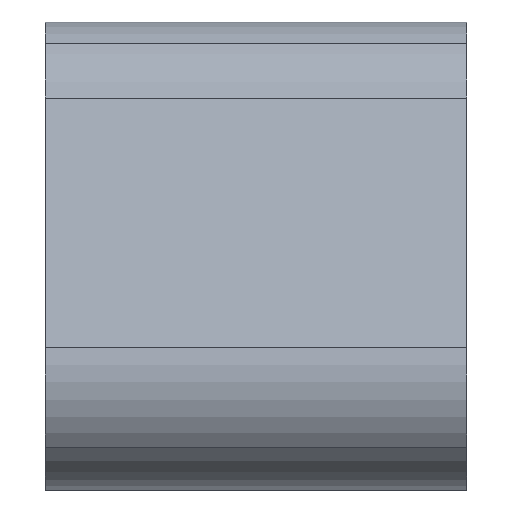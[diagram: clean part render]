
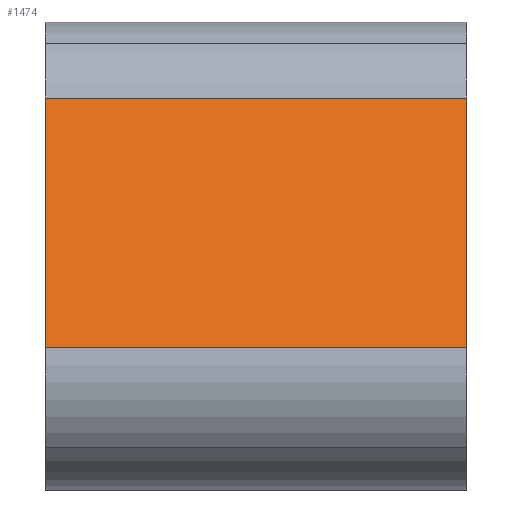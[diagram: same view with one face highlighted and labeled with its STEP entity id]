
A CAD part, left-side view. The second image highlights one B-rep face of the part: STEP entity #1474.
In plain terms, the highlighted planar face has unit normal (-0.953, 0, 0.304).
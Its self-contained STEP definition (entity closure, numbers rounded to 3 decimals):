
#206=CARTESIAN_POINT('',(-0.978,0.675,1.254));
#207=VERTEX_POINT('',#206);
#215=CARTESIAN_POINT('',(-0.978,-0.675,1.254));
#216=VERTEX_POINT('',#215);
#217=CARTESIAN_POINT('',(-0.978,0.675,1.254));
#218=DIRECTION('',(0.0,-1.0,0.0));
#219=VECTOR('',#218,1.35);
#220=LINE('',#217,#219);
#221=EDGE_CURVE('',#207,#216,#220,.T.);
#1067=CARTESIAN_POINT('',(-1.233,0.675,0.456));
#1068=VERTEX_POINT('',#1067);
#1076=CARTESIAN_POINT('',(-1.233,0.675,0.456));
#1077=DIRECTION('',(0.304,0.,0.953));
#1078=VECTOR('',#1077,0.838);
#1079=LINE('',#1076,#1078);
#1080=EDGE_CURVE('',#1068,#207,#1079,.T.);
#1430=CARTESIAN_POINT('',(-1.233,-0.675,0.456));
#1431=VERTEX_POINT('',#1430);
#1432=CARTESIAN_POINT('',(-1.233,-0.675,0.456));
#1433=DIRECTION('',(0.304,0.,0.953));
#1434=VECTOR('',#1433,0.838);
#1435=LINE('',#1432,#1434);
#1436=EDGE_CURVE('',#1431,#216,#1435,.T.);
#1458=CARTESIAN_POINT('',(-1.233,0.675,0.456));
#1459=DIRECTION('',(-0.953,0.,0.304));
#1460=DIRECTION('',(0.0,-1.0,0.0));
#1461=AXIS2_PLACEMENT_3D('',#1458,#1459,#1460);
#1462=PLANE('',#1461);
#1463=ORIENTED_EDGE('',*,*,#1436,.T.);
#1464=ORIENTED_EDGE('',*,*,#221,.F.);
#1465=ORIENTED_EDGE('',*,*,#1080,.F.);
#1466=CARTESIAN_POINT('',(-1.233,0.675,0.456));
#1467=DIRECTION('',(0.0,-1.0,0.0));
#1468=VECTOR('',#1467,1.35);
#1469=LINE('',#1466,#1468);
#1470=EDGE_CURVE('',#1068,#1431,#1469,.T.);
#1471=ORIENTED_EDGE('',*,*,#1470,.T.);
#1472=EDGE_LOOP('',(#1463,#1464,#1465,#1471));
#1473=FACE_OUTER_BOUND('',#1472,.T.);
#1474=ADVANCED_FACE('',(#1473),#1462,.T.);
